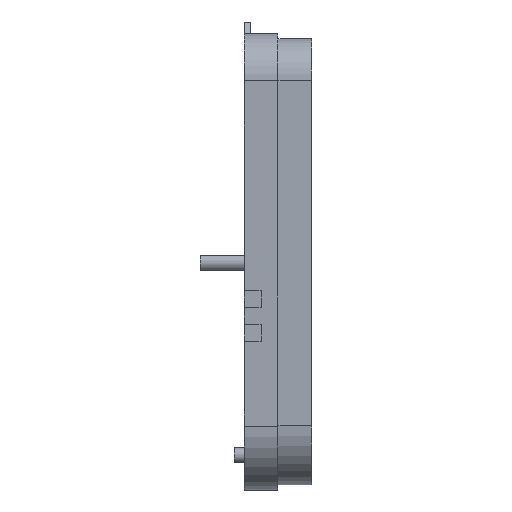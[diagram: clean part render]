
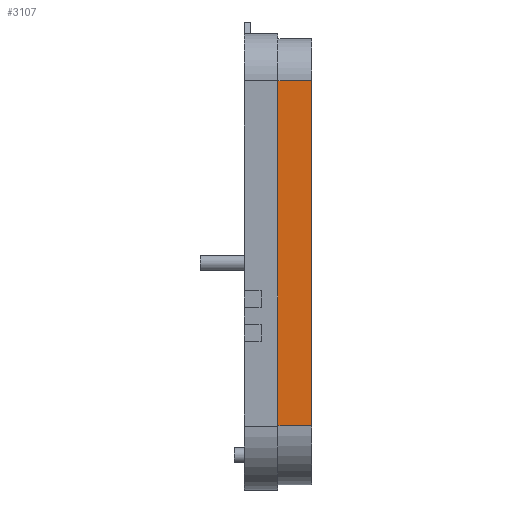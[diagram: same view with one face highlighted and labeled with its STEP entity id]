
A CAD part, left-side view. The second image highlights one B-rep face of the part: STEP entity #3107.
In plain terms, the highlighted planar face has unit normal (-1, 0, -0.03).
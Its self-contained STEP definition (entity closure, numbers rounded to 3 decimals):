
#207=PLANE('',#3505);
#403=FACE_OUTER_BOUND('',#676,.T.);
#676=EDGE_LOOP('',(#2738,#2739,#2740,#2741));
#829=LINE('',#5349,#1052);
#858=LINE('',#5413,#1081);
#904=LINE('',#5520,#1127);
#906=LINE('',#5533,#1129);
#1052=VECTOR('',#4264,10.);
#1081=VECTOR('',#4323,10.);
#1127=VECTOR('',#4427,10.);
#1129=VECTOR('',#4451,10.);
#1549=VERTEX_POINT('',#5346);
#1550=VERTEX_POINT('',#5348);
#1570=VERTEX_POINT('',#5412);
#1601=VERTEX_POINT('',#5515);
#1903=EDGE_CURVE('',#1550,#1549,#829,.T.);
#1935=EDGE_CURVE('',#1570,#1550,#858,.T.);
#1992=EDGE_CURVE('',#1570,#1601,#904,.T.);
#1998=EDGE_CURVE('',#1601,#1549,#906,.T.);
#2738=ORIENTED_EDGE('',*,*,#1903,.T.);
#2739=ORIENTED_EDGE('',*,*,#1998,.F.);
#2740=ORIENTED_EDGE('',*,*,#1992,.F.);
#2741=ORIENTED_EDGE('',*,*,#1935,.T.);
#3107=ADVANCED_FACE('',(#403),#207,.T.);
#3505=AXIS2_PLACEMENT_3D('',#5532,#4449,#4450);
#4264=DIRECTION('',(0.03,0.,-1.));
#4323=DIRECTION('',(0.,1.,0.));
#4427=DIRECTION('',(0.03,0.,-1.));
#4449=DIRECTION('center_axis',(-1.,0.,-0.03));
#4450=DIRECTION('ref_axis',(-0.03,0.,1.));
#4451=DIRECTION('',(0.,1.,0.));
#5346=CARTESIAN_POINT('',(-106.529,10.,-48.545));
#5348=CARTESIAN_POINT('',(-109.625,10.,53.637));
#5349=CARTESIAN_POINT('',(-106.847,10.,-38.034));
#5412=CARTESIAN_POINT('',(-109.625,0.,53.637));
#5413=CARTESIAN_POINT('',(-109.625,0.,53.637));
#5515=CARTESIAN_POINT('',(-106.529,0.,-48.545));
#5520=CARTESIAN_POINT('',(-109.625,0.,53.637));
#5532=CARTESIAN_POINT('Origin',(-106.529,0.,-48.545));
#5533=CARTESIAN_POINT('',(-106.529,0.,-48.545));
